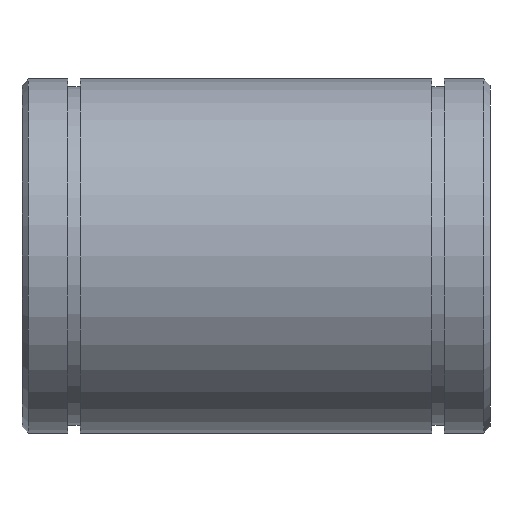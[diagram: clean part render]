
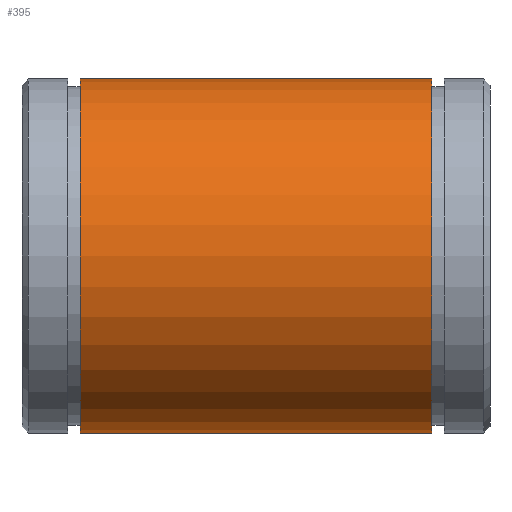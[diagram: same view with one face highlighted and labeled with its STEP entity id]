
A CAD part, left-side view. The second image highlights one B-rep face of the part: STEP entity #395.
In plain terms, the highlighted cylindrical face has radius 14 mm (diameter 28 mm), a partial arc.
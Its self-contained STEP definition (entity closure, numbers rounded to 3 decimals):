
#9 = AXIS2_PLACEMENT_3D ( 'NONE', #349, #149, #13 ) ;
#13 = DIRECTION ( 'NONE',  ( 0., 0., -1. ) ) ;
#24 = EDGE_CURVE ( 'NONE', #535, #286, #481, .T. ) ;
#34 = ORIENTED_EDGE ( 'NONE', *, *, #244, .T. ) ;
#46 = LINE ( 'NONE', #229, #401 ) ;
#55 = EDGE_LOOP ( 'NONE', ( #465, #171, #34, #445 ) ) ;
#59 = CARTESIAN_POINT ( 'NONE',  ( 0., -3.496, -14. ) ) ;
#66 = DIRECTION ( 'NONE',  ( 0., -1., 0. ) ) ;
#91 = CARTESIAN_POINT ( 'NONE',  ( 0., -15.813, -14. ) ) ;
#110 = FACE_OUTER_BOUND ( 'NONE', #55, .T. ) ;
#127 = VECTOR ( 'NONE', #238, 1000. ) ;
#149 = DIRECTION ( 'NONE',  ( 0., -1., 0. ) ) ;
#160 = CARTESIAN_POINT ( 'NONE',  ( 0., 24.304, 0. ) ) ;
#171 = ORIENTED_EDGE ( 'NONE', *, *, #24, .T. ) ;
#179 = CARTESIAN_POINT ( 'NONE',  ( 0., 24.304, 14. ) ) ;
#229 = CARTESIAN_POINT ( 'NONE',  ( 0., -15.813, 14. ) ) ;
#232 = AXIS2_PLACEMENT_3D ( 'NONE', #160, #350, #249 ) ;
#238 = DIRECTION ( 'NONE',  ( 0., -1., 0. ) ) ;
#244 = EDGE_CURVE ( 'NONE', #286, #574, #522, .T. ) ;
#249 = DIRECTION ( 'NONE',  ( 0., 0., -1. ) ) ;
#286 = VERTEX_POINT ( 'NONE', #378 ) ;
#321 = VERTEX_POINT ( 'NONE', #451 ) ;
#327 = DIRECTION ( 'NONE',  ( 0., -1., 0. ) ) ;
#349 = CARTESIAN_POINT ( 'NONE',  ( 0., -3.496, 0. ) ) ;
#350 = DIRECTION ( 'NONE',  ( 0., -1., 0. ) ) ;
#378 = CARTESIAN_POINT ( 'NONE',  ( 0., 24.304, -14. ) ) ;
#385 = EDGE_CURVE ( 'NONE', #321, #574, #459, .T. ) ;
#395 = ADVANCED_FACE ( 'NONE', ( #110 ), #489, .T. ) ;
#401 = VECTOR ( 'NONE', #327, 1000. ) ;
#423 = AXIS2_PLACEMENT_3D ( 'NONE', #441, #66, #534 ) ;
#441 = CARTESIAN_POINT ( 'NONE',  ( 0., -15.813, 0. ) ) ;
#445 = ORIENTED_EDGE ( 'NONE', *, *, #385, .F. ) ;
#451 = CARTESIAN_POINT ( 'NONE',  ( 0., -3.496, 14. ) ) ;
#459 = CIRCLE ( 'NONE', #9, 14. ) ;
#465 = ORIENTED_EDGE ( 'NONE', *, *, #541, .F. ) ;
#481 = CIRCLE ( 'NONE', #232, 14. ) ;
#489 = CYLINDRICAL_SURFACE ( 'NONE', #423, 14. ) ;
#522 = LINE ( 'NONE', #91, #127 ) ;
#534 = DIRECTION ( 'NONE',  ( 0., 0., -1. ) ) ;
#535 = VERTEX_POINT ( 'NONE', #179 ) ;
#541 = EDGE_CURVE ( 'NONE', #535, #321, #46, .T. ) ;
#574 = VERTEX_POINT ( 'NONE', #59 ) ;
